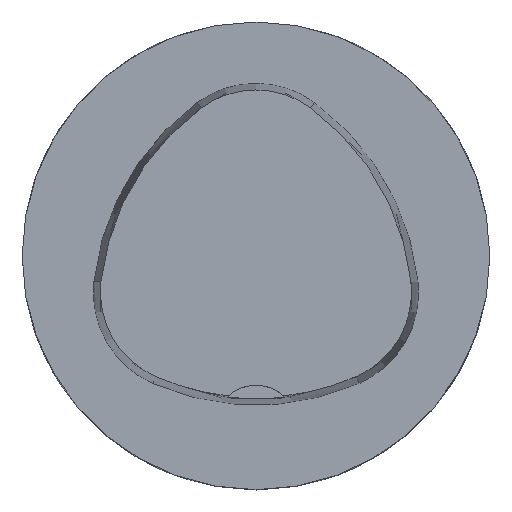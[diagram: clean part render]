
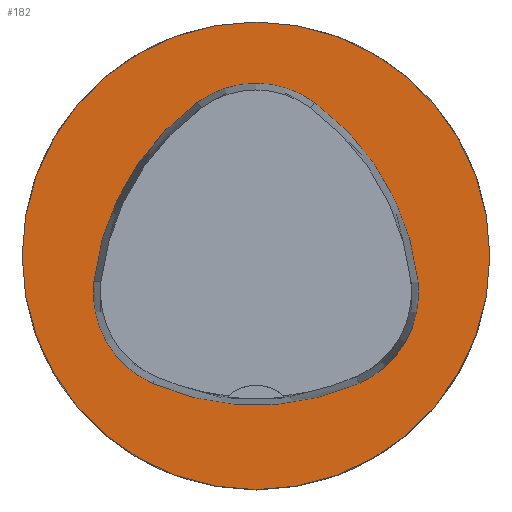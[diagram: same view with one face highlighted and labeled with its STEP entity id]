
A CAD part, top view. The second image highlights one B-rep face of the part: STEP entity #182.
In plain terms, the highlighted planar face has unit normal (0, 0, 1).
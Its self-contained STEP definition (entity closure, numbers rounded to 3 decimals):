
#134=PLANE('',#788);
#182=ADVANCED_FACE('',(#264,#265),#134,.T.);
#264=FACE_BOUND('',#332,.T.);
#265=FACE_BOUND('',#333,.T.);
#332=EDGE_LOOP('',(#455,#456,#457,#458,#459,#460));
#333=EDGE_LOOP('',(#461));
#455=ORIENTED_EDGE('',*,*,#626,.T.);
#456=ORIENTED_EDGE('',*,*,#606,.T.);
#457=ORIENTED_EDGE('',*,*,#610,.T.);
#458=ORIENTED_EDGE('',*,*,#613,.T.);
#459=ORIENTED_EDGE('',*,*,#616,.T.);
#460=ORIENTED_EDGE('',*,*,#624,.T.);
#461=ORIENTED_EDGE('',*,*,#597,.F.);
#537=VERTEX_POINT('',#1140);
#546=VERTEX_POINT('',#1159);
#547=VERTEX_POINT('',#1160);
#550=VERTEX_POINT('',#1168);
#552=VERTEX_POINT('',#1174);
#554=VERTEX_POINT('',#1180);
#561=VERTEX_POINT('',#1201);
#597=EDGE_CURVE('',#537,#537,#665,.T.);
#606=EDGE_CURVE('',#546,#547,#666,.T.);
#610=EDGE_CURVE('',#547,#550,#668,.T.);
#613=EDGE_CURVE('',#550,#552,#670,.T.);
#616=EDGE_CURVE('',#552,#554,#672,.T.);
#624=EDGE_CURVE('',#554,#561,#676,.T.);
#626=EDGE_CURVE('',#561,#546,#678,.T.);
#665=CIRCLE('',#760,40.);
#666=CIRCLE('',#766,44.);
#668=CIRCLE('',#769,17.);
#670=CIRCLE('',#772,44.);
#672=CIRCLE('',#775,17.);
#676=CIRCLE('',#780,44.);
#678=CIRCLE('',#783,17.);
#760=AXIS2_PLACEMENT_3D('',#1139,#931,#932);
#766=AXIS2_PLACEMENT_3D('',#1158,#947,#948);
#769=AXIS2_PLACEMENT_3D('',#1167,#955,#956);
#772=AXIS2_PLACEMENT_3D('',#1173,#962,#963);
#775=AXIS2_PLACEMENT_3D('',#1179,#969,#970);
#780=AXIS2_PLACEMENT_3D('',#1202,#981,#982);
#783=AXIS2_PLACEMENT_3D('',#1205,#987,#988);
#788=AXIS2_PLACEMENT_3D('',#1210,#997,#998);
#931=DIRECTION('',(0.,0.,-1.));
#932=DIRECTION('',(-1.,0.,0.));
#947=DIRECTION('',(0.,0.,-1.));
#948=DIRECTION('',(-1.,0.,0.));
#955=DIRECTION('',(0.,0.,-1.));
#956=DIRECTION('',(-1.,0.,0.));
#962=DIRECTION('',(0.,0.,-1.));
#963=DIRECTION('',(-1.,0.,0.));
#969=DIRECTION('',(0.,0.,-1.));
#970=DIRECTION('',(-1.,0.,0.));
#981=DIRECTION('',(0.,0.,-1.));
#982=DIRECTION('',(-1.,0.,0.));
#987=DIRECTION('',(0.,0.,-1.));
#988=DIRECTION('',(-1.,0.,0.));
#997=DIRECTION('',(0.,0.,1.));
#998=DIRECTION('',(1.,0.,0.));
#1139=CARTESIAN_POINT('',(0.,0.,0.));
#1140=CARTESIAN_POINT('',(-40.,0.,0.));
#1158=CARTESIAN_POINT('',(16.01,-9.224,0.));
#1159=CARTESIAN_POINT('',(-27.722,-4.378,0.));
#1160=CARTESIAN_POINT('',(-10.119,26.178,0.));
#1167=CARTESIAN_POINT('',(-0.023,12.5,0.));
#1168=CARTESIAN_POINT('',(10.049,26.194,0.));
#1173=CARTESIAN_POINT('',(-16.021,-9.25,0.));
#1174=CARTESIAN_POINT('',(27.71,-4.394,0.));
#1179=CARTESIAN_POINT('',(10.814,-6.27,0.));
#1180=CARTESIAN_POINT('',(17.611,-21.852,0.));
#1201=CARTESIAN_POINT('',(-17.652,-21.819,0.));
#1202=CARTESIAN_POINT('',(0.017,18.477,0.));
#1205=CARTESIAN_POINT('',(-10.825,-6.25,0.));
#1210=CARTESIAN_POINT('',(0.,0.,0.));
